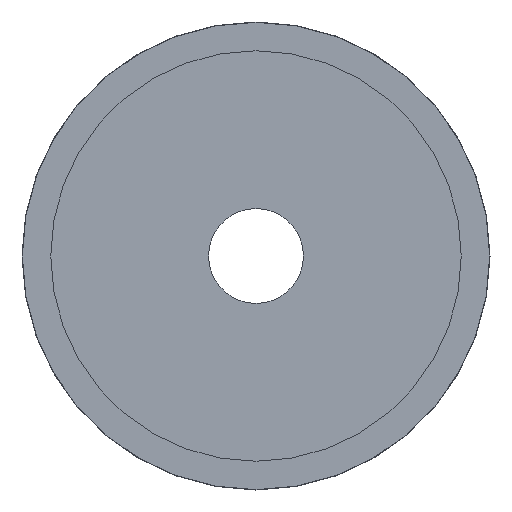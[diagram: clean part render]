
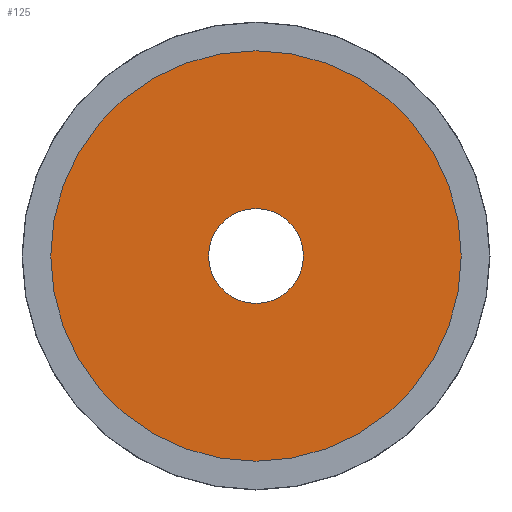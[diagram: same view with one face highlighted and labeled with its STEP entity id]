
A CAD part, left-side view. The second image highlights one B-rep face of the part: STEP entity #125.
In plain terms, the highlighted planar face has unit normal (-1, 0, 0).
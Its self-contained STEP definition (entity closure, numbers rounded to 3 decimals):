
#2 = DIRECTION ( 'NONE',  ( -1., 0., 0. ) ) ;
#81 = VERTEX_POINT ( 'NONE', #773 ) ;
#111 = VERTEX_POINT ( 'NONE', #126 ) ;
#125 = ADVANCED_FACE ( 'NONE', ( #679, #935 ), #1011, .T. ) ;
#126 = CARTESIAN_POINT ( 'NONE',  ( 35., 32.5, 0. ) ) ;
#167 = EDGE_CURVE ( 'NONE', #685, #111, #657, .T. ) ;
#214 = DIRECTION ( 'NONE',  ( -1., 0., 0. ) ) ;
#221 = DIRECTION ( 'NONE',  ( -1., 0., 0. ) ) ;
#222 = EDGE_CURVE ( 'NONE', #111, #685, #632, .T. ) ;
#322 = DIRECTION ( 'NONE',  ( 0., -1., 0. ) ) ;
#342 = AXIS2_PLACEMENT_3D ( 'NONE', #720, #491, #481 ) ;
#375 = AXIS2_PLACEMENT_3D ( 'NONE', #633, #214, #1027 ) ;
#378 = CARTESIAN_POINT ( 'NONE',  ( 35., -32.5, 0. ) ) ;
#417 = ORIENTED_EDGE ( 'NONE', *, *, #167, .T. ) ;
#436 = DIRECTION ( 'NONE',  ( -1., 0., 0. ) ) ;
#481 = DIRECTION ( 'NONE',  ( 0., -1., 0. ) ) ;
#484 = CARTESIAN_POINT ( 'NONE',  ( 35., 0., 0. ) ) ;
#491 = DIRECTION ( 'NONE',  ( -1., 0., 0. ) ) ;
#507 = CIRCLE ( 'NONE', #888, 7.5 ) ;
#555 = VERTEX_POINT ( 'NONE', #981 ) ;
#566 = AXIS2_PLACEMENT_3D ( 'NONE', #686, #436, #1016 ) ;
#632 = CIRCLE ( 'NONE', #375, 32.5 ) ;
#633 = CARTESIAN_POINT ( 'NONE',  ( 35., 0., 0. ) ) ;
#652 = ORIENTED_EDGE ( 'NONE', *, *, #824, .F. ) ;
#657 = CIRCLE ( 'NONE', #1041, 32.5 ) ;
#663 = EDGE_LOOP ( 'NONE', ( #652, #766 ) ) ;
#679 = FACE_BOUND ( 'NONE', #663, .T. ) ;
#685 = VERTEX_POINT ( 'NONE', #378 ) ;
#686 = CARTESIAN_POINT ( 'NONE',  ( 35., 0., 0. ) ) ;
#720 = CARTESIAN_POINT ( 'NONE',  ( 35., 0., 0. ) ) ;
#766 = ORIENTED_EDGE ( 'NONE', *, *, #903, .F. ) ;
#773 = CARTESIAN_POINT ( 'NONE',  ( 35., -7.5, 0. ) ) ;
#824 = EDGE_CURVE ( 'NONE', #81, #555, #507, .T. ) ;
#839 = EDGE_LOOP ( 'NONE', ( #417, #881 ) ) ;
#873 = DIRECTION ( 'NONE',  ( 0., -1., 0. ) ) ;
#881 = ORIENTED_EDGE ( 'NONE', *, *, #222, .T. ) ;
#888 = AXIS2_PLACEMENT_3D ( 'NONE', #484, #2, #322 ) ;
#903 = EDGE_CURVE ( 'NONE', #555, #81, #1032, .T. ) ;
#935 = FACE_OUTER_BOUND ( 'NONE', #839, .T. ) ;
#952 = CARTESIAN_POINT ( 'NONE',  ( 35., 0., 0. ) ) ;
#981 = CARTESIAN_POINT ( 'NONE',  ( 35., 7.5, 0. ) ) ;
#1011 = PLANE ( 'NONE',  #566 ) ;
#1016 = DIRECTION ( 'NONE',  ( 0., -1., 0. ) ) ;
#1027 = DIRECTION ( 'NONE',  ( 0., -1., 0. ) ) ;
#1032 = CIRCLE ( 'NONE', #342, 7.5 ) ;
#1041 = AXIS2_PLACEMENT_3D ( 'NONE', #952, #221, #873 ) ;
